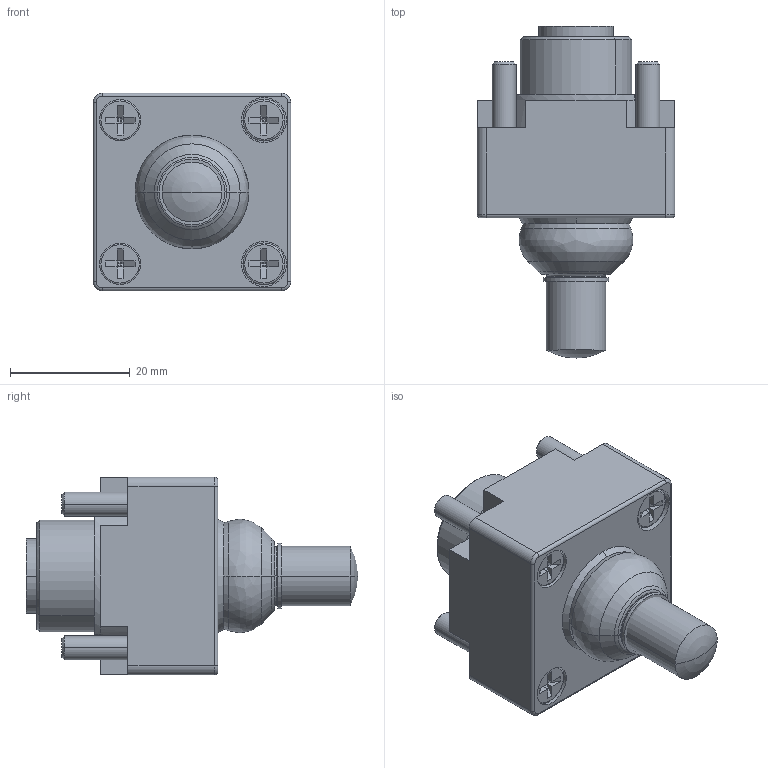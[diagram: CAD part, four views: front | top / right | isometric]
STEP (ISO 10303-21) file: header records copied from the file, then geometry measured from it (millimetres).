
FILE_DESCRIPTION(('STEP AP242'),'1');
FILE_NAME('zcke619.stp','2021-06-02T13:42:28',('TraceParts'),('TraceParts S.A.'),'Spatial InterOp 3D',' ',' ');
FILE_SCHEMA(('AP242_MANAGED_MODEL_BASED_3D_ENGINEERING_MIM_LF {1 0 10303 442 1 1 4}'));
Length unit declared in the file: millimetre
Products named in the file (1): zcke619_1
Bounding box: 33 x 55.4 x 33 mm (x, y, z)
Volume: 22297.9 mm3; surface area: 14694 mm2
Topology: 9 solids, 9 shells, 408 faces, 867 edges, 504 vertices
Faces by surface type: plane 168, cylinder 120, cone 62, torus 52, bspline 4, sphere 2
Entity records: 11068 total; most frequent: DIRECTION 2101, CARTESIAN_POINT 1974, ORIENTED_EDGE 1726, EDGE_CURVE 863, AXIS2_PLACEMENT_3D 837, VERTEX_POINT 504, EDGE_LOOP 455, LINE 427
